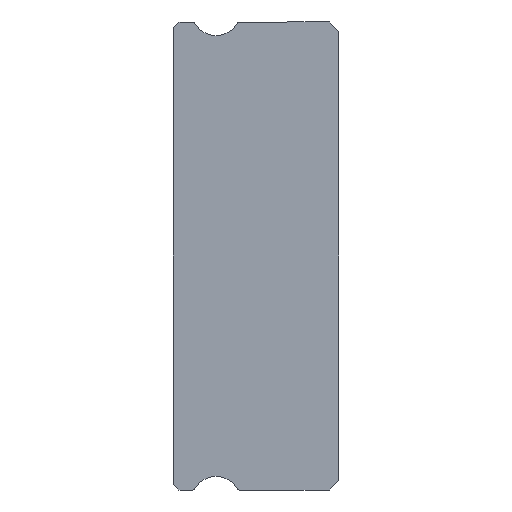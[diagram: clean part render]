
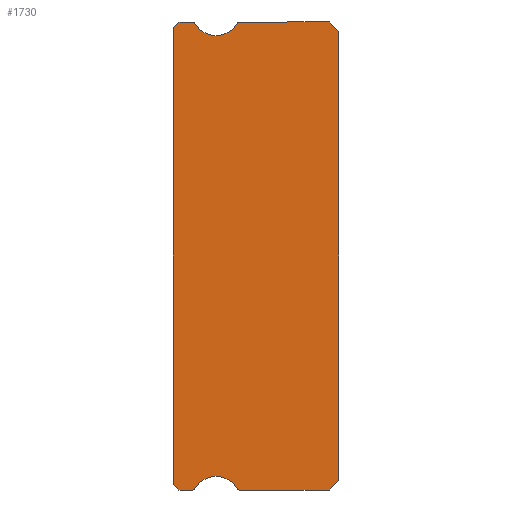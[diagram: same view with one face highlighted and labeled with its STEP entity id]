
A CAD part, left-side view. The second image highlights one B-rep face of the part: STEP entity #1730.
In plain terms, the highlighted planar face has unit normal (-1, 0, 0).
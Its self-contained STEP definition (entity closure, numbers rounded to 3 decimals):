
#10 = DIRECTION ( 'NONE',  ( 0., -1., 0. ) ) ;
#36 = VERTEX_POINT ( 'NONE', #989 ) ;
#61 = EDGE_CURVE ( 'NONE', #3750, #3576, #3404, .T. ) ;
#137 = DIRECTION ( 'NONE',  ( 0., 0., -1. ) ) ;
#157 = LINE ( 'NONE', #1413, #1070 ) ;
#177 = DIRECTION ( 'NONE',  ( 0., -1., 0. ) ) ;
#199 = DIRECTION ( 'NONE',  ( 0., 0., 1. ) ) ;
#251 = CARTESIAN_POINT ( 'NONE',  ( -20., 7.512, 11.85 ) ) ;
#269 = VERTEX_POINT ( 'NONE', #2527 ) ;
#278 = ORIENTED_EDGE ( 'NONE', *, *, #900, .F. ) ;
#305 = EDGE_CURVE ( 'NONE', #269, #692, #3447, .T. ) ;
#346 = DIRECTION ( 'NONE',  ( 0., 1., 0. ) ) ;
#370 = DIRECTION ( 'NONE',  ( 0., 0., -1. ) ) ;
#397 = DIRECTION ( 'NONE',  ( -1., 0., 0. ) ) ;
#404 = LINE ( 'NONE', #2557, #1618 ) ;
#502 = LINE ( 'NONE', #3017, #918 ) ;
#580 = VERTEX_POINT ( 'NONE', #3769 ) ;
#581 = DIRECTION ( 'NONE',  ( 1., 0., 0. ) ) ;
#599 = LINE ( 'NONE', #1847, #1279 ) ;
#677 = EDGE_LOOP ( 'NONE', ( #3415, #3228, #2048, #2346, #2624, #774, #2984, #3836, #849, #2470, #278, #2883, #2526, #1802, #3502, #3202, #1192 ) ) ;
#679 = CARTESIAN_POINT ( 'NONE',  ( -20., 8.5, 11.7 ) ) ;
#692 = VERTEX_POINT ( 'NONE', #3845 ) ;
#703 = AXIS2_PLACEMENT_3D ( 'NONE', #3807, #985, #1923 ) ;
#747 = AXIS2_PLACEMENT_3D ( 'NONE', #2626, #1992, #1336 ) ;
#774 = ORIENTED_EDGE ( 'NONE', *, *, #305, .F. ) ;
#849 = ORIENTED_EDGE ( 'NONE', *, *, #3347, .T. ) ;
#887 = VERTEX_POINT ( 'NONE', #1719 ) ;
#888 = PLANE ( 'NONE',  #2645 ) ;
#897 = AXIS2_PLACEMENT_3D ( 'NONE', #2922, #1056, #2876 ) ;
#900 = EDGE_CURVE ( 'NONE', #1574, #3898, #157, .T. ) ;
#918 = VECTOR ( 'NONE', #1426, 1000. ) ;
#985 = DIRECTION ( 'NONE',  ( 1., 0., 0. ) ) ;
#989 = CARTESIAN_POINT ( 'NONE',  ( -20., 0., 11.5 ) ) ;
#1004 = DIRECTION ( 'NONE',  ( 0., 0., 1. ) ) ;
#1054 = CARTESIAN_POINT ( 'NONE',  ( -20., 0.5, -12. ) ) ;
#1056 = DIRECTION ( 'NONE',  ( -1., 0., 0. ) ) ;
#1070 = VECTOR ( 'NONE', #177, 1000. ) ;
#1094 = CARTESIAN_POINT ( 'NONE',  ( -20., 8.2, -12. ) ) ;
#1169 = CARTESIAN_POINT ( 'NONE',  ( -20., 0., -11.5 ) ) ;
#1188 = CARTESIAN_POINT ( 'NONE',  ( -20., 8.2, -12. ) ) ;
#1192 = ORIENTED_EDGE ( 'NONE', *, *, #1459, .T. ) ;
#1216 = EDGE_CURVE ( 'NONE', #3817, #3351, #3232, .T. ) ;
#1279 = VECTOR ( 'NONE', #10, 1000. ) ;
#1298 = DIRECTION ( 'NONE',  ( 0., 0.707, -0.707 ) ) ;
#1315 = DIRECTION ( 'NONE',  ( 1., 0., 0. ) ) ;
#1334 = VERTEX_POINT ( 'NONE', #2476 ) ;
#1336 = DIRECTION ( 'NONE',  ( 0., 0., -1. ) ) ;
#1357 = CARTESIAN_POINT ( 'NONE',  ( -20., 7.512, -11.85 ) ) ;
#1413 = CARTESIAN_POINT ( 'NONE',  ( -20., 7.512, 12. ) ) ;
#1426 = DIRECTION ( 'NONE',  ( 0., 1., 0. ) ) ;
#1448 = LINE ( 'NONE', #2389, #2075 ) ;
#1459 = EDGE_CURVE ( 'NONE', #887, #580, #3742, .T. ) ;
#1469 = DIRECTION ( 'NONE',  ( 0., -0.707, -0.707 ) ) ;
#1478 = CARTESIAN_POINT ( 'NONE',  ( -20., 5.088, 11.85 ) ) ;
#1506 = DIRECTION ( 'NONE',  ( 0., 0., -1. ) ) ;
#1566 = CIRCLE ( 'NONE', #3844, 0.15 ) ;
#1574 = VERTEX_POINT ( 'NONE', #3273 ) ;
#1609 = VERTEX_POINT ( 'NONE', #3293 ) ;
#1618 = VECTOR ( 'NONE', #1004, 1000. ) ;
#1627 = VERTEX_POINT ( 'NONE', #1054 ) ;
#1631 = EDGE_CURVE ( 'NONE', #692, #2326, #1917, .T. ) ;
#1680 = CIRCLE ( 'NONE', #3258, 0.15 ) ;
#1719 = CARTESIAN_POINT ( 'NONE',  ( -20., 8.2, 12. ) ) ;
#1730 = ADVANCED_FACE ( 'NONE', ( #2134 ), #888, .F. ) ;
#1784 = LINE ( 'NONE', #3933, #3274 ) ;
#1802 = ORIENTED_EDGE ( 'NONE', *, *, #2466, .F. ) ;
#1847 = CARTESIAN_POINT ( 'NONE',  ( -20., 7.512, -12. ) ) ;
#1883 = EDGE_CURVE ( 'NONE', #3576, #3581, #599, .T. ) ;
#1885 = VECTOR ( 'NONE', #346, 1000. ) ;
#1917 = CIRCLE ( 'NONE', #747, 1.25 ) ;
#1923 = DIRECTION ( 'NONE',  ( 0., 0., -1. ) ) ;
#1959 = CARTESIAN_POINT ( 'NONE',  ( -20., 6.3, 12.55 ) ) ;
#1992 = DIRECTION ( 'NONE',  ( -1., 0., 0. ) ) ;
#2008 = CARTESIAN_POINT ( 'NONE',  ( -20., 7.512, -12. ) ) ;
#2048 = ORIENTED_EDGE ( 'NONE', *, *, #1883, .T. ) ;
#2065 = AXIS2_PLACEMENT_3D ( 'NONE', #2296, #3871, #137 ) ;
#2075 = VECTOR ( 'NONE', #3033, 1000. ) ;
#2134 = FACE_OUTER_BOUND ( 'NONE', #677, .T. ) ;
#2201 = CIRCLE ( 'NONE', #897, 1.25 ) ;
#2296 = CARTESIAN_POINT ( 'NONE',  ( -20., 5.088, -11.85 ) ) ;
#2326 = VERTEX_POINT ( 'NONE', #3077 ) ;
#2346 = ORIENTED_EDGE ( 'NONE', *, *, #2528, .F. ) ;
#2356 = EDGE_CURVE ( 'NONE', #3898, #36, #1448, .T. ) ;
#2389 = CARTESIAN_POINT ( 'NONE',  ( -20., 0.5, 12. ) ) ;
#2466 = EDGE_CURVE ( 'NONE', #1334, #3817, #2201, .T. ) ;
#2470 = ORIENTED_EDGE ( 'NONE', *, *, #2356, .F. ) ;
#2476 = CARTESIAN_POINT ( 'NONE',  ( -20., 7.383, 11.925 ) ) ;
#2477 = VERTEX_POINT ( 'NONE', #3815 ) ;
#2481 = CIRCLE ( 'NONE', #703, 0.15 ) ;
#2526 = ORIENTED_EDGE ( 'NONE', *, *, #1216, .F. ) ;
#2527 = CARTESIAN_POINT ( 'NONE',  ( -20., 5.088, -12. ) ) ;
#2528 = EDGE_CURVE ( 'NONE', #2326, #3581, #1680, .T. ) ;
#2557 = CARTESIAN_POINT ( 'NONE',  ( -20., 8.5, 11.85 ) ) ;
#2624 = ORIENTED_EDGE ( 'NONE', *, *, #1631, .F. ) ;
#2626 = CARTESIAN_POINT ( 'NONE',  ( -20., 6.3, -12.55 ) ) ;
#2645 = AXIS2_PLACEMENT_3D ( 'NONE', #251, #581, #1506 ) ;
#2715 = VECTOR ( 'NONE', #1298, 1000. ) ;
#2726 = CARTESIAN_POINT ( 'NONE',  ( -20., 6.3, 11.3 ) ) ;
#2781 = DIRECTION ( 'NONE',  ( 0., 0., -1. ) ) ;
#2837 = EDGE_CURVE ( 'NONE', #3750, #580, #404, .T. ) ;
#2876 = DIRECTION ( 'NONE',  ( 0., 0., -1. ) ) ;
#2883 = ORIENTED_EDGE ( 'NONE', *, *, #3350, .F. ) ;
#2905 = EDGE_CURVE ( 'NONE', #1609, #1334, #2481, .T. ) ;
#2922 = CARTESIAN_POINT ( 'NONE',  ( -20., 6.3, 12.55 ) ) ;
#2968 = EDGE_CURVE ( 'NONE', #1627, #269, #3200, .T. ) ;
#2977 = DIRECTION ( 'NONE',  ( 1., 0., 0. ) ) ;
#2984 = ORIENTED_EDGE ( 'NONE', *, *, #2968, .F. ) ;
#3017 = CARTESIAN_POINT ( 'NONE',  ( -20., 8.2, 12. ) ) ;
#3033 = DIRECTION ( 'NONE',  ( 0., -0.707, -0.707 ) ) ;
#3036 = CARTESIAN_POINT ( 'NONE',  ( -20., 0.5, 12. ) ) ;
#3077 = CARTESIAN_POINT ( 'NONE',  ( -20., 7.383, -11.925 ) ) ;
#3118 = VECTOR ( 'NONE', #1469, 1000. ) ;
#3200 = LINE ( 'NONE', #2008, #1885 ) ;
#3202 = ORIENTED_EDGE ( 'NONE', *, *, #3856, .T. ) ;
#3228 = ORIENTED_EDGE ( 'NONE', *, *, #61, .T. ) ;
#3232 = CIRCLE ( 'NONE', #3814, 1.25 ) ;
#3258 = AXIS2_PLACEMENT_3D ( 'NONE', #1357, #1315, #370 ) ;
#3273 = CARTESIAN_POINT ( 'NONE',  ( -20., 5.088, 12. ) ) ;
#3274 = VECTOR ( 'NONE', #199, 1000. ) ;
#3284 = CARTESIAN_POINT ( 'NONE',  ( -20., 5.217, 11.925 ) ) ;
#3293 = CARTESIAN_POINT ( 'NONE',  ( -20., 7.512, 12. ) ) ;
#3347 = EDGE_CURVE ( 'NONE', #2477, #36, #1784, .T. ) ;
#3350 = EDGE_CURVE ( 'NONE', #3351, #1574, #1566, .T. ) ;
#3351 = VERTEX_POINT ( 'NONE', #3284 ) ;
#3404 = LINE ( 'NONE', #1188, #3118 ) ;
#3415 = ORIENTED_EDGE ( 'NONE', *, *, #2837, .F. ) ;
#3438 = EDGE_CURVE ( 'NONE', #2477, #1627, #3971, .T. ) ;
#3447 = CIRCLE ( 'NONE', #2065, 0.15 ) ;
#3502 = ORIENTED_EDGE ( 'NONE', *, *, #2905, .F. ) ;
#3521 = VECTOR ( 'NONE', #4047, 1000. ) ;
#3576 = VERTEX_POINT ( 'NONE', #1094 ) ;
#3581 = VERTEX_POINT ( 'NONE', #3615 ) ;
#3615 = CARTESIAN_POINT ( 'NONE',  ( -20., 7.512, -12. ) ) ;
#3742 = LINE ( 'NONE', #679, #2715 ) ;
#3750 = VERTEX_POINT ( 'NONE', #3838 ) ;
#3769 = CARTESIAN_POINT ( 'NONE',  ( -20., 8.5, 11.7 ) ) ;
#3807 = CARTESIAN_POINT ( 'NONE',  ( -20., 7.512, 11.85 ) ) ;
#3814 = AXIS2_PLACEMENT_3D ( 'NONE', #1959, #397, #2781 ) ;
#3815 = CARTESIAN_POINT ( 'NONE',  ( -20., 0., -11.5 ) ) ;
#3817 = VERTEX_POINT ( 'NONE', #2726 ) ;
#3836 = ORIENTED_EDGE ( 'NONE', *, *, #3438, .F. ) ;
#3838 = CARTESIAN_POINT ( 'NONE',  ( -20., 8.5, -11.7 ) ) ;
#3844 = AXIS2_PLACEMENT_3D ( 'NONE', #1478, #2977, #3865 ) ;
#3845 = CARTESIAN_POINT ( 'NONE',  ( -20., 5.217, -11.925 ) ) ;
#3856 = EDGE_CURVE ( 'NONE', #1609, #887, #502, .T. ) ;
#3865 = DIRECTION ( 'NONE',  ( 0., 0., -1. ) ) ;
#3871 = DIRECTION ( 'NONE',  ( 1., 0., 0. ) ) ;
#3898 = VERTEX_POINT ( 'NONE', #3036 ) ;
#3933 = CARTESIAN_POINT ( 'NONE',  ( -20., 0., 11.5 ) ) ;
#3971 = LINE ( 'NONE', #1169, #3521 ) ;
#4047 = DIRECTION ( 'NONE',  ( 0., 0.707, -0.707 ) ) ;
